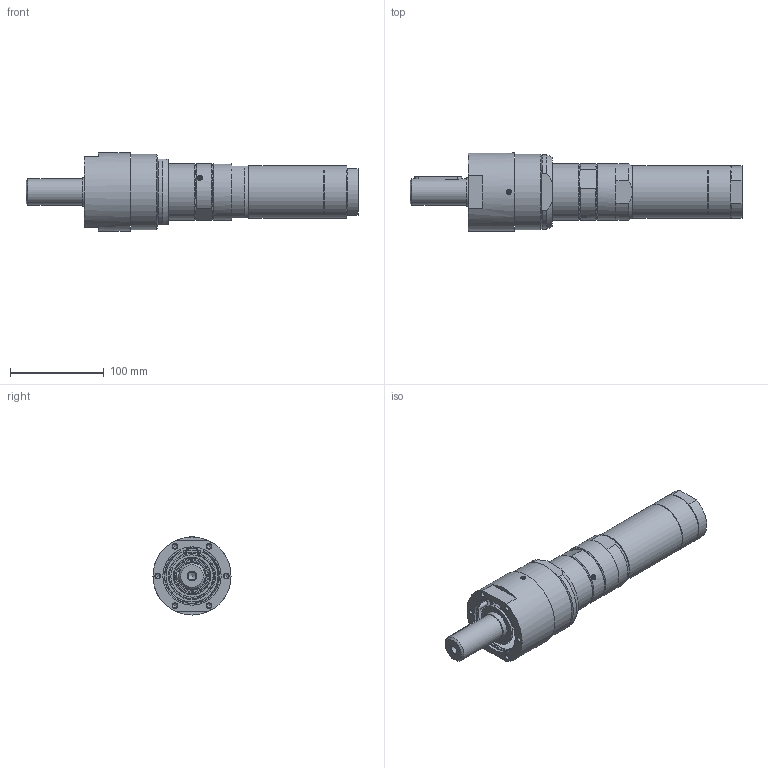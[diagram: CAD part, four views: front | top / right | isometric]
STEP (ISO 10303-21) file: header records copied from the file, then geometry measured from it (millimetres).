
FILE_DESCRIPTION(/* description */ (''),/* implementation_level */ '2;1');
FILE_NAME(/* name */ 'MUD 40-14_60009967.stp',/* time_stamp */ '2018-11-28T15:49:12+01:00',/* author */ ('flambert'),/* organization */ (''),/* preprocessor_version */ 'ST-DEVELOPER v17',/* originating_system */ 'Autodesk Inventor 2018',/* authorisation */ '');
FILE_SCHEMA (('AUTOMOTIVE_DESIGN { 1 0 10303 214 3 1 1 }'));
Length unit declared in the file: millimetre
Products named in the file (1): MUD 40-14_60009967
Bounding box: 353.2 x 83 x 83 mm (x, y, z)
Volume: 1000824.8 mm3; surface area: 95762.7 mm2
Topology: 1 solids, 9 shells, 302 faces, 797 edges, 544 vertices
Faces by surface type: plane 146, cylinder 87, cone 48, torus 10, bspline 7, sphere 4
Full cylindrical faces by diameter (mm): 1.55 x4, 2.5 x2, 3.3 x1, 3.6 x2, 4 x3, 4.917 x6, 5 x2, 5.5 x2, 8.376 x1, 11.445 x2, 14.95 x1, 28 x1, 30 x2, 36.5 x1, 38 x1, 40 x1, 45 x1, 48.178 x2, 48.376 x2, 56 x2, 60 x2, 62 x2, 65 x1, 67 x1, 67.4 x1, 68.178 x1, 68.376 x1, 70 x1, 80 x1, 83 x1
Entity records: 10166 total; most frequent: CARTESIAN_POINT 2013, DIRECTION 1701, ORIENTED_EDGE 1580, EDGE_CURVE 790, AXIS2_PLACEMENT_3D 667, VERTEX_POINT 544, CIRCLE 371, LINE 367
